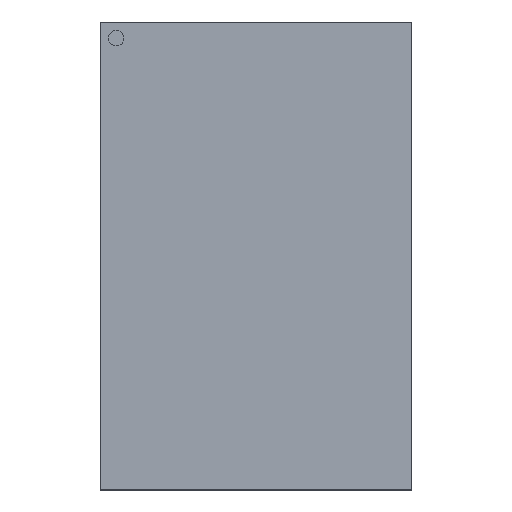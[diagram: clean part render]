
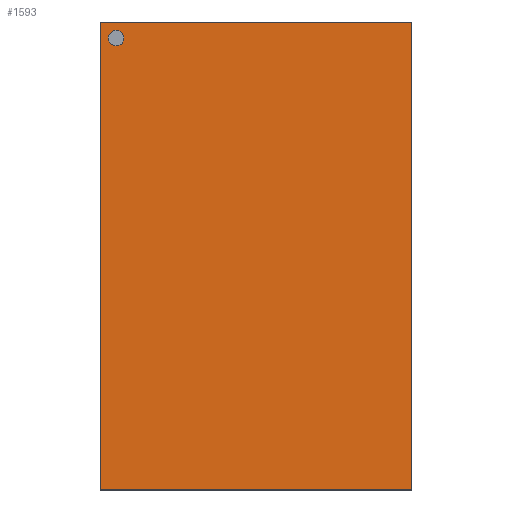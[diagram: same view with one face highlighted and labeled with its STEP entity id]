
A CAD part, top view. The second image highlights one B-rep face of the part: STEP entity #1593.
In plain terms, the highlighted planar face has unit normal (0, 0, 1).
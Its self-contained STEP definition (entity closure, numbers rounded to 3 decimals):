
#609 = VERTEX_POINT('',#610);
#610 = CARTESIAN_POINT('',(-3.,4.5,1.2));
#618 = VERTEX_POINT('',#619);
#619 = CARTESIAN_POINT('',(3.,4.5,1.2));
#625 = EDGE_CURVE('',#609,#618,#626,.T.);
#626 = LINE('',#627,#628);
#627 = CARTESIAN_POINT('',(-3.,4.5,1.2));
#628 = VECTOR('',#629,1.);
#629 = DIRECTION('',(1.,0.,0.));
#641 = EDGE_CURVE('',#618,#642,#644,.T.);
#642 = VERTEX_POINT('',#643);
#643 = CARTESIAN_POINT('',(3.,-4.5,1.2));
#644 = LINE('',#645,#646);
#645 = CARTESIAN_POINT('',(3.,4.5,1.2));
#646 = VECTOR('',#647,1.);
#647 = DIRECTION('',(0.,-1.,0.));
#665 = EDGE_CURVE('',#609,#666,#668,.T.);
#666 = VERTEX_POINT('',#667);
#667 = CARTESIAN_POINT('',(-3.,-4.5,1.2));
#668 = LINE('',#669,#670);
#669 = CARTESIAN_POINT('',(-3.,4.5,1.2));
#670 = VECTOR('',#671,1.);
#671 = DIRECTION('',(0.,-1.,0.));
#690 = EDGE_CURVE('',#666,#642,#691,.T.);
#691 = LINE('',#692,#693);
#692 = CARTESIAN_POINT('',(-3.,-4.5,1.2));
#693 = VECTOR('',#694,1.);
#694 = DIRECTION('',(1.,0.,0.));
#1593 = ADVANCED_FACE('',(#1594,#1600),#1611,.T.);
#1594 = FACE_BOUND('',#1595,.T.);
#1595 = EDGE_LOOP('',(#1596,#1597,#1598,#1599));
#1596 = ORIENTED_EDGE('',*,*,#625,.F.);
#1597 = ORIENTED_EDGE('',*,*,#665,.T.);
#1598 = ORIENTED_EDGE('',*,*,#690,.T.);
#1599 = ORIENTED_EDGE('',*,*,#641,.F.);
#1600 = FACE_BOUND('',#1601,.T.);
#1601 = EDGE_LOOP('',(#1602));
#1602 = ORIENTED_EDGE('',*,*,#1603,.T.);
#1603 = EDGE_CURVE('',#1604,#1604,#1606,.T.);
#1604 = VERTEX_POINT('',#1605);
#1605 = CARTESIAN_POINT('',(-2.69,4.04,1.2));
#1606 = CIRCLE('',#1607,0.15);
#1607 = AXIS2_PLACEMENT_3D('',#1608,#1609,#1610);
#1608 = CARTESIAN_POINT('',(-2.69,4.19,1.2));
#1609 = DIRECTION('',(-0.,0.,-1.));
#1610 = DIRECTION('',(0.,-1.,0.));
#1611 = PLANE('',#1612);
#1612 = AXIS2_PLACEMENT_3D('',#1613,#1614,#1615);
#1613 = CARTESIAN_POINT('',(-3.,4.5,1.2));
#1614 = DIRECTION('',(0.,0.,1.));
#1615 = DIRECTION('',(0.,-1.,0.));
